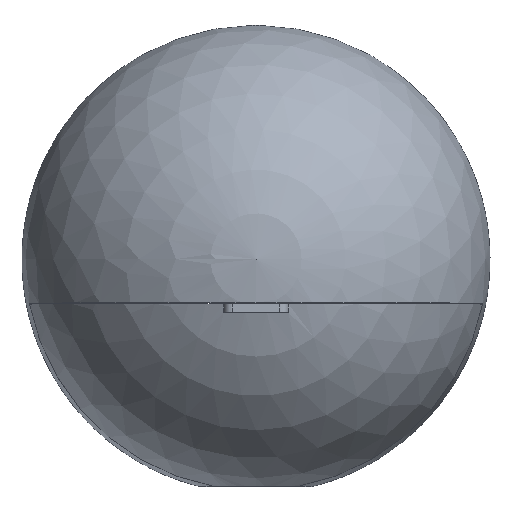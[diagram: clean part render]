
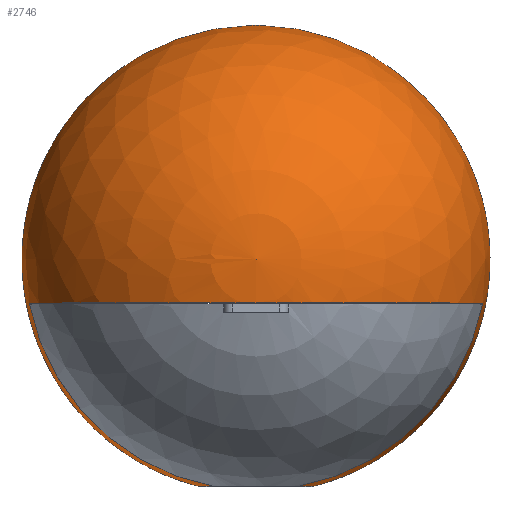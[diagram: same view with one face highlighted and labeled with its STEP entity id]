
A CAD part, top view. The second image highlights one B-rep face of the part: STEP entity #2746.
In plain terms, the highlighted spherical face has radius 26.887 mm.
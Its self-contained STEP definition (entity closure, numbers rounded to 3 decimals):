
#40=SPHERICAL_SURFACE('',#2979,26.887);
#195=FACE_OUTER_BOUND('',#345,.T.);
#345=EDGE_LOOP('',(#2136,#2137,#2138,#2139,#2140,#2141,#2142,#2143,#2144,
#2145,#2146,#2147,#2148,#2149,#2150,#2151,#2152));
#977=CIRCLE('',#2899,26.413);
#1011=CIRCLE('',#2950,26.522);
#1012=CIRCLE('',#2951,26.522);
#1027=CIRCLE('',#2980,26.887);
#1028=CIRCLE('',#2981,26.887);
#1029=CIRCLE('',#2982,26.887);
#1030=CIRCLE('',#2983,6.507);
#1031=CIRCLE('',#2984,6.507);
#1032=CIRCLE('',#2985,26.887);
#1033=CIRCLE('',#2986,26.887);
#1034=CIRCLE('',#2987,26.887);
#1035=CIRCLE('',#2988,26.887);
#1036=CIRCLE('',#2989,26.887);
#1037=CIRCLE('',#2990,26.887);
#1038=CIRCLE('',#2991,26.887);
#1039=CIRCLE('',#2992,26.887);
#1173=VERTEX_POINT('',#4222);
#1174=VERTEX_POINT('',#4224);
#1209=VERTEX_POINT('',#4331);
#1210=VERTEX_POINT('',#4333);
#1245=VERTEX_POINT('',#4429);
#1246=VERTEX_POINT('',#4430);
#1247=VERTEX_POINT('',#4432);
#1248=VERTEX_POINT('',#4434);
#1249=VERTEX_POINT('',#4437);
#1250=VERTEX_POINT('',#4439);
#1251=VERTEX_POINT('',#4441);
#1252=VERTEX_POINT('',#4443);
#1253=VERTEX_POINT('',#4445);
#1254=VERTEX_POINT('',#4447);
#1255=VERTEX_POINT('',#4449);
#1256=VERTEX_POINT('',#4451);
#1473=EDGE_CURVE('',#1174,#1173,#977,.T.);
#1526=EDGE_CURVE('',#1174,#1209,#1011,.T.);
#1528=EDGE_CURVE('',#1210,#1173,#1012,.T.);
#1574=EDGE_CURVE('',#1245,#1246,#1027,.T.);
#1575=EDGE_CURVE('',#1247,#1246,#1028,.T.);
#1576=EDGE_CURVE('',#1246,#1248,#1029,.T.);
#1577=EDGE_CURVE('',#1209,#1248,#1030,.T.);
#1578=EDGE_CURVE('',#1249,#1210,#1031,.T.);
#1579=EDGE_CURVE('',#1249,#1250,#1032,.T.);
#1580=EDGE_CURVE('',#1250,#1251,#1033,.T.);
#1581=EDGE_CURVE('',#1251,#1252,#1034,.T.);
#1582=EDGE_CURVE('',#1252,#1253,#1035,.T.);
#1583=EDGE_CURVE('',#1253,#1254,#1036,.T.);
#1584=EDGE_CURVE('',#1254,#1255,#1037,.T.);
#1585=EDGE_CURVE('',#1255,#1256,#1038,.T.);
#1586=EDGE_CURVE('',#1256,#1245,#1039,.T.);
#2136=ORIENTED_EDGE('',*,*,#1574,.T.);
#2137=ORIENTED_EDGE('',*,*,#1575,.F.);
#2138=ORIENTED_EDGE('',*,*,#1575,.T.);
#2139=ORIENTED_EDGE('',*,*,#1576,.T.);
#2140=ORIENTED_EDGE('',*,*,#1577,.F.);
#2141=ORIENTED_EDGE('',*,*,#1526,.F.);
#2142=ORIENTED_EDGE('',*,*,#1473,.T.);
#2143=ORIENTED_EDGE('',*,*,#1528,.F.);
#2144=ORIENTED_EDGE('',*,*,#1578,.F.);
#2145=ORIENTED_EDGE('',*,*,#1579,.T.);
#2146=ORIENTED_EDGE('',*,*,#1580,.T.);
#2147=ORIENTED_EDGE('',*,*,#1581,.T.);
#2148=ORIENTED_EDGE('',*,*,#1582,.T.);
#2149=ORIENTED_EDGE('',*,*,#1583,.T.);
#2150=ORIENTED_EDGE('',*,*,#1584,.T.);
#2151=ORIENTED_EDGE('',*,*,#1585,.T.);
#2152=ORIENTED_EDGE('',*,*,#1586,.T.);
#2746=ADVANCED_FACE('',(#195),#40,.T.);
#2899=AXIS2_PLACEMENT_3D('',#4225,#3331,#3332);
#2950=AXIS2_PLACEMENT_3D('',#4332,#3451,#3452);
#2951=AXIS2_PLACEMENT_3D('',#4335,#3454,#3455);
#2979=AXIS2_PLACEMENT_3D('',#4428,#3541,#3542);
#2980=AXIS2_PLACEMENT_3D('',#4431,#3543,#3544);
#2981=AXIS2_PLACEMENT_3D('',#4433,#3545,#3546);
#2982=AXIS2_PLACEMENT_3D('',#4435,#3547,#3548);
#2983=AXIS2_PLACEMENT_3D('',#4436,#3549,#3550);
#2984=AXIS2_PLACEMENT_3D('',#4438,#3551,#3552);
#2985=AXIS2_PLACEMENT_3D('',#4440,#3553,#3554);
#2986=AXIS2_PLACEMENT_3D('',#4442,#3555,#3556);
#2987=AXIS2_PLACEMENT_3D('',#4444,#3557,#3558);
#2988=AXIS2_PLACEMENT_3D('',#4446,#3559,#3560);
#2989=AXIS2_PLACEMENT_3D('',#4448,#3561,#3562);
#2990=AXIS2_PLACEMENT_3D('',#4450,#3563,#3564);
#2991=AXIS2_PLACEMENT_3D('',#4452,#3565,#3566);
#2992=AXIS2_PLACEMENT_3D('',#4453,#3567,#3568);
#3331=DIRECTION('center_axis',(0.,1.,0.));
#3332=DIRECTION('ref_axis',(0.,0.,-1.));
#3451=DIRECTION('center_axis',(0.,0.,1.));
#3452=DIRECTION('ref_axis',(0.,1.,0.));
#3454=DIRECTION('center_axis',(0.,0.,1.));
#3455=DIRECTION('ref_axis',(0.,1.,0.));
#3541=DIRECTION('center_axis',(0.,0.,1.));
#3542=DIRECTION('ref_axis',(1.,0.,0.));
#3543=DIRECTION('center_axis',(0.,0.,1.));
#3544=DIRECTION('ref_axis',(0.,1.,0.));
#3545=DIRECTION('center_axis',(0.,-1.,0.));
#3546=DIRECTION('ref_axis',(-1.,0.,0.));
#3547=DIRECTION('center_axis',(0.,0.,1.));
#3548=DIRECTION('ref_axis',(0.,1.,0.));
#3549=DIRECTION('center_axis',(0.,-1.,0.));
#3550=DIRECTION('ref_axis',(0.,0.,1.));
#3551=DIRECTION('center_axis',(0.,-1.,0.));
#3552=DIRECTION('ref_axis',(0.,0.,1.));
#3553=DIRECTION('center_axis',(0.,0.,1.));
#3554=DIRECTION('ref_axis',(0.,1.,0.));
#3555=DIRECTION('center_axis',(0.,0.,1.));
#3556=DIRECTION('ref_axis',(0.,1.,0.));
#3557=DIRECTION('center_axis',(0.,0.,1.));
#3558=DIRECTION('ref_axis',(0.,1.,0.));
#3559=DIRECTION('center_axis',(0.,0.,1.));
#3560=DIRECTION('ref_axis',(0.,1.,0.));
#3561=DIRECTION('center_axis',(0.,0.,1.));
#3562=DIRECTION('ref_axis',(0.,1.,0.));
#3563=DIRECTION('center_axis',(0.,0.,1.));
#3564=DIRECTION('ref_axis',(0.,1.,0.));
#3565=DIRECTION('center_axis',(0.,0.,1.));
#3566=DIRECTION('ref_axis',(0.,1.,0.));
#3567=DIRECTION('center_axis',(0.,0.,1.));
#3568=DIRECTION('ref_axis',(0.,1.,0.));
#4222=CARTESIAN_POINT('',(26.041,-5.029,8.));
#4224=CARTESIAN_POINT('',(-26.041,-5.029,8.));
#4225=CARTESIAN_POINT('Origin',(0.,-5.029,3.586));
#4331=CARTESIAN_POINT('',(-4.781,-26.088,8.));
#4332=CARTESIAN_POINT('Origin',(0.,0.,8.));
#4333=CARTESIAN_POINT('',(4.781,-26.088,8.));
#4335=CARTESIAN_POINT('Origin',(0.,0.,8.));
#4428=CARTESIAN_POINT('Origin',(0.,0.,3.586));
#4429=CARTESIAN_POINT('',(-19.794,18.197,3.586));
#4430=CARTESIAN_POINT('',(-26.887,0.,3.586));
#4431=CARTESIAN_POINT('Origin',(0.,0.,3.586));
#4432=CARTESIAN_POINT('',(0.,0.,30.473));
#4433=CARTESIAN_POINT('Origin',(0.,0.,3.586));
#4434=CARTESIAN_POINT('',(-6.507,-26.088,3.586));
#4435=CARTESIAN_POINT('Origin',(0.,0.,3.586));
#4436=CARTESIAN_POINT('Origin',(0.,-26.088,3.586));
#4437=CARTESIAN_POINT('',(6.507,-26.088,3.586));
#4438=CARTESIAN_POINT('Origin',(0.,-26.088,3.586));
#4439=CARTESIAN_POINT('',(19.794,18.197,3.586));
#4440=CARTESIAN_POINT('Origin',(0.,0.,3.586));
#4441=CARTESIAN_POINT('',(13.874,23.031,3.586));
#4442=CARTESIAN_POINT('Origin',(0.,0.,3.586));
#4443=CARTESIAN_POINT('',(13.008,23.531,3.586));
#4444=CARTESIAN_POINT('Origin',(0.,0.,3.586));
#4445=CARTESIAN_POINT('',(0.5,26.882,3.586));
#4446=CARTESIAN_POINT('Origin',(0.,0.,3.586));
#4447=CARTESIAN_POINT('',(-0.5,26.882,3.586));
#4448=CARTESIAN_POINT('Origin',(0.,0.,3.586));
#4449=CARTESIAN_POINT('',(-13.008,23.531,3.586));
#4450=CARTESIAN_POINT('Origin',(0.,0.,3.586));
#4451=CARTESIAN_POINT('',(-13.874,23.031,3.586));
#4452=CARTESIAN_POINT('Origin',(0.,0.,3.586));
#4453=CARTESIAN_POINT('Origin',(0.,0.,3.586));
